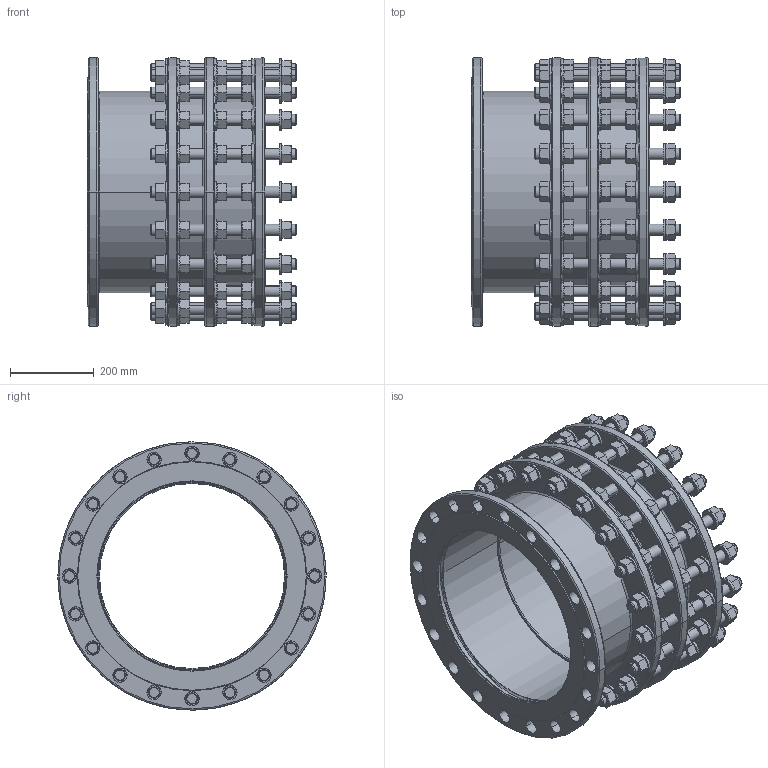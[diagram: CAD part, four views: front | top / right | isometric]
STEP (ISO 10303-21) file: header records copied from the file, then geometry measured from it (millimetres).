
FILE_DESCRIPTION((''),'2;1');
FILE_NAME('PAS30-DN450-PN16_M','2019-05-24T',('pchinta'),(''),'PRO/ENGINEER BY PARAMETRIC TECHNOLOGY CORPORATION, 2015030','PRO/ENGINEER BY PARAMETRIC TECHNOLOGY CORPORATION, 2015030','');
FILE_SCHEMA(('CONFIG_CONTROL_DESIGN'));
Products named in the file (1): PAS30-DN450-PN16_M
Bounding box: 500 x 640 x 640 mm (x, y, z)
Volume: 26250548.4 mm3; surface area: 3653497.6 mm2
Topology: 1 solids, 2 shells, 2488 faces, 5680 edges, 3481 vertices
Faces by surface type: plane 1057, cone 708, cylinder 626, torus 92, bspline 5
Entity records: 89500 total; most frequent: CARTESIAN_POINT 33567, DIRECTION 11968, ORIENTED_EDGE 11360, EDGE_CURVE 5680, AXIS2_PLACEMENT_3D 5017, VERTEX_POINT 3481, EDGE_LOOP 2897, CIRCLE 2534
